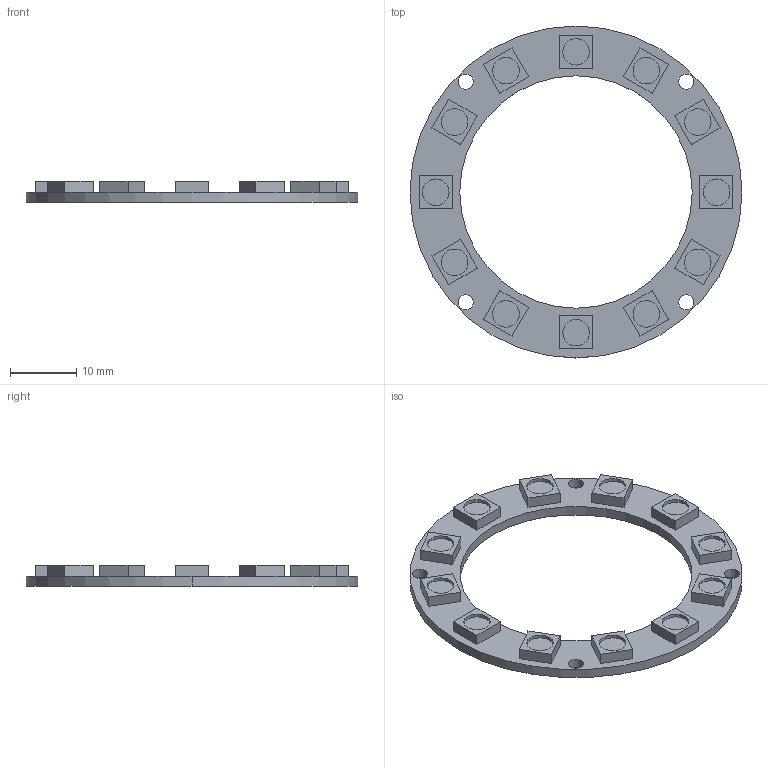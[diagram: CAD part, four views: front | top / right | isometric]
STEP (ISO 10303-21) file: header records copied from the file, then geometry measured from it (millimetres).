
FILE_DESCRIPTION (( 'STEP AP203' ), '1' );
FILE_NAME ('WCMCU-2812B-12-50mm.STEP', '2020-02-21T12:31:18', ( 'User' ), ( 'Computer' ), 'SwSTEP 2.0', 'SolidWorks 2011', '' );
FILE_SCHEMA (( 'CONFIG_CONTROL_DESIGN' ));
Length unit declared in the file: millimetre
Products named in the file (1): WCMCU-2812B-12-50mm
Bounding box: 50 x 50 x 3.3 mm (x, y, z)
Volume: 1913.6 mm3; surface area: 2904.1 mm2
Topology: 1 solids, 1 shells, 408 faces, 1044 edges, 696 vertices
Faces by surface type: plane 257, bspline 115, cylinder 36
Entity records: 19075 total; most frequent: CARTESIAN_POINT 9772, ORIENTED_EDGE 2088, DIRECTION 1474, EDGE_CURVE 1044, VECTOR 742, LINE 742, VERTEX_POINT 696, EDGE_LOOP 476
